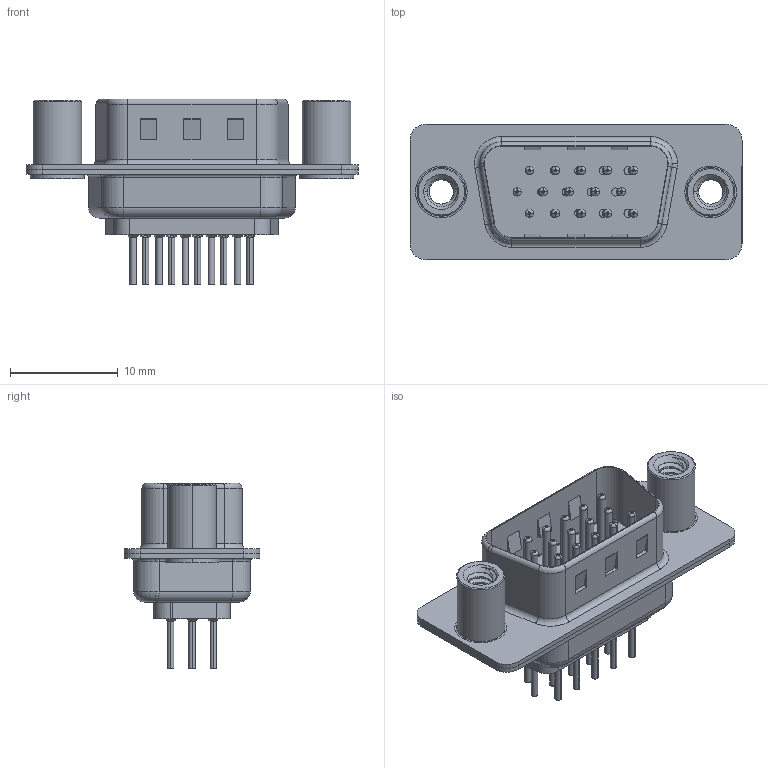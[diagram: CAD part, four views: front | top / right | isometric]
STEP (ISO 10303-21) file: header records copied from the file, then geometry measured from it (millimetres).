
FILE_DESCRIPTION (( 'STEP AP203' ), '1' );
FILE_NAME ('637-015-230-048.STEP', '2019-05-14T14:48:07', ( '' ), ( '' ), 'SwSTEP 2.0', 'SolidWorks 2016', '' );
FILE_SCHEMA (( 'CONFIG_CONTROL_DESIGN' ));
Length unit declared in the file: millimetre
Products named in the file (8): 637 Contact Row 2_30; 637 Contact Row 3_30; 637 4-40 Threaded Standoff; 637-015-230-048; 637 Housing_15 Contacts; 637 Shell Front_15 Contacts; 637 Shell Rear_15 Contacts; 637 Contact Row 1_30
Assembly tree (20 placements, depth 2):
  637-015-230-048
    637 Housing_15 Contacts
    637 Shell Front_15 Contacts
    637 Shell Rear_15 Contacts
    637 Contact Row 1_30  x5
    637 Contact Row 2_30  x5
    637 Contact Row 3_30  x5
    637 4-40 Threaded Standoff  x2
Bounding box: 30.8 x 12.6 x 17.25 mm (x, y, z)
Volume: 1379.1 mm3; surface area: 4840.4 mm2
Topology: 20 solids, 20 shells, 1838 faces, 4824 edges, 2979 vertices
Faces by surface type: cylinder 712, torus 485, plane 469, cone 166, bspline 6
Entity records: 24122 total; most frequent: CARTESIAN_POINT 6117, DIRECTION 3775, ORIENTED_EDGE 3418, EDGE_CURVE 1709, AXIS2_PLACEMENT_3D 1535, VERTEX_POINT 1079, CIRCLE 831, EDGE_LOOP 780
